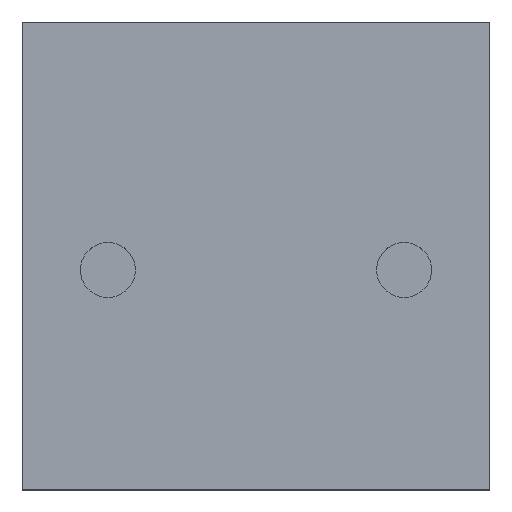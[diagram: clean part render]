
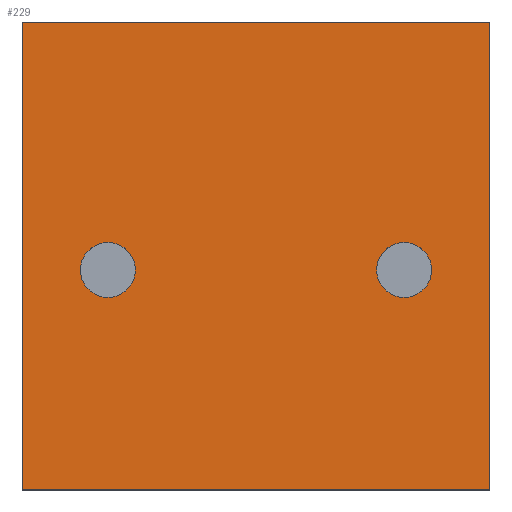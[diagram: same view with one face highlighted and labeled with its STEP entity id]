
A CAD part, top view. The second image highlights one B-rep face of the part: STEP entity #229.
In plain terms, the highlighted planar face has unit normal (0, 0, 1).
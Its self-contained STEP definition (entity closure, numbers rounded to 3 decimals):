
#18=FACE_BOUND('',#64,.T.);
#19=FACE_BOUND('',#65,.T.);
#28=PLANE('',#269);
#44=FACE_OUTER_BOUND('',#63,.T.);
#63=EDGE_LOOP('',(#197,#198,#199,#200));
#64=EDGE_LOOP('',(#201));
#65=EDGE_LOOP('',(#202));
#78=LINE('',#392,#95);
#80=LINE('',#396,#97);
#82=LINE('',#400,#99);
#83=LINE('',#401,#100);
#95=VECTOR('',#328,10.);
#97=VECTOR('',#332,10.);
#99=VECTOR('',#336,10.);
#100=VECTOR('',#337,10.);
#108=CIRCLE('',#259,1.764);
#110=CIRCLE('',#263,1.764);
#118=VERTEX_POINT('',#366);
#120=VERTEX_POINT('',#373);
#126=VERTEX_POINT('',#389);
#127=VERTEX_POINT('',#391);
#128=VERTEX_POINT('',#395);
#129=VERTEX_POINT('',#399);
#139=EDGE_CURVE('',#118,#118,#108,.T.);
#142=EDGE_CURVE('',#120,#120,#110,.T.);
#150=EDGE_CURVE('',#127,#126,#78,.T.);
#152=EDGE_CURVE('',#128,#127,#80,.T.);
#154=EDGE_CURVE('',#129,#126,#82,.T.);
#155=EDGE_CURVE('',#129,#128,#83,.T.);
#197=ORIENTED_EDGE('',*,*,#150,.T.);
#198=ORIENTED_EDGE('',*,*,#154,.F.);
#199=ORIENTED_EDGE('',*,*,#155,.T.);
#200=ORIENTED_EDGE('',*,*,#152,.T.);
#201=ORIENTED_EDGE('',*,*,#139,.T.);
#202=ORIENTED_EDGE('',*,*,#142,.T.);
#229=ADVANCED_FACE('',(#44,#18,#19),#28,.T.);
#259=AXIS2_PLACEMENT_3D('',#367,#303,#304);
#263=AXIS2_PLACEMENT_3D('',#374,#312,#313);
#269=AXIS2_PLACEMENT_3D('',#398,#334,#335);
#303=DIRECTION('center_axis',(0.,0.,-1.));
#304=DIRECTION('ref_axis',(1.,0.,0.));
#312=DIRECTION('center_axis',(0.,0.,-1.));
#313=DIRECTION('ref_axis',(1.,0.,0.));
#328=DIRECTION('',(1.,0.,0.));
#332=DIRECTION('',(0.,-1.,0.));
#334=DIRECTION('center_axis',(0.,0.,1.));
#335=DIRECTION('ref_axis',(1.,0.,0.));
#336=DIRECTION('',(0.,-1.,0.));
#337=DIRECTION('',(-1.,0.,0.));
#366=CARTESIAN_POINT('',(22.736,24.1,4.3));
#367=CARTESIAN_POINT('Origin',(24.5,24.1,4.3));
#373=CARTESIAN_POINT('',(3.736,24.1,4.3));
#374=CARTESIAN_POINT('Origin',(5.5,24.1,4.3));
#389=CARTESIAN_POINT('',(30.,10.,4.3));
#391=CARTESIAN_POINT('',(0.,10.,4.3));
#392=CARTESIAN_POINT('',(7.5,10.,4.3));
#395=CARTESIAN_POINT('',(0.,40.,4.3));
#396=CARTESIAN_POINT('',(0.,40.,4.3));
#398=CARTESIAN_POINT('Origin',(15.,20.,4.3));
#399=CARTESIAN_POINT('',(30.,40.,4.3));
#400=CARTESIAN_POINT('',(30.,0.,4.3));
#401=CARTESIAN_POINT('',(30.,40.,4.3));
